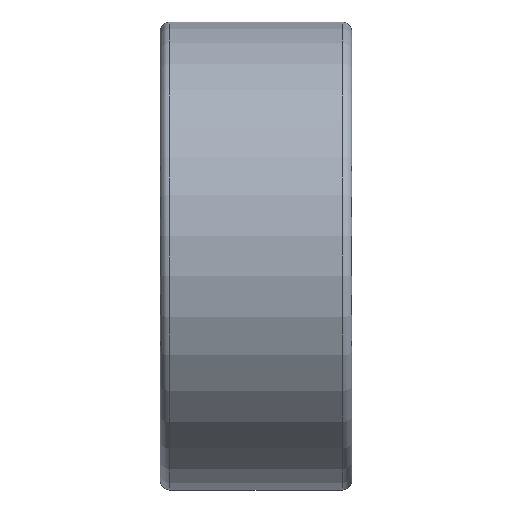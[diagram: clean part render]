
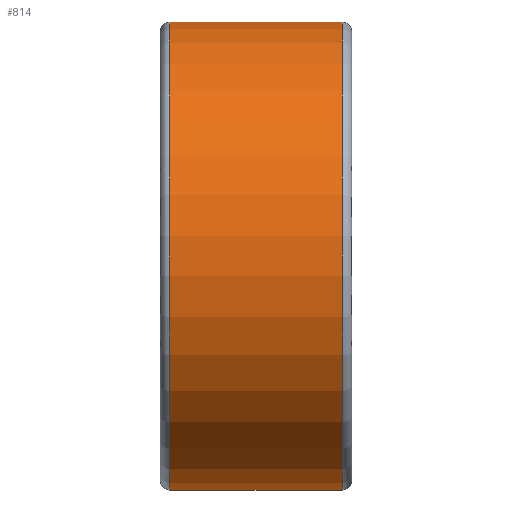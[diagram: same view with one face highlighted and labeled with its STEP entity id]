
A CAD part, left-side view. The second image highlights one B-rep face of the part: STEP entity #814.
In plain terms, the highlighted cylindrical face has radius 12.5 mm (diameter 25 mm), a partial arc.
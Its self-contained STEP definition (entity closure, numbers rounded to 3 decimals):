
#49 = DIRECTION ( 'NONE',  ( 0., 0., -1. ) ) ;
#67 = VERTEX_POINT ( 'NONE', #1706 ) ;
#178 = DIRECTION ( 'NONE',  ( 0., -1., 0. ) ) ;
#214 = CARTESIAN_POINT ( 'NONE',  ( -1.087, 31.873, -12.453 ) ) ;
#250 = DIRECTION ( 'NONE',  ( 0., -1., 0. ) ) ;
#282 = DIRECTION ( 'NONE',  ( 0., 1., 0. ) ) ;
#368 = LINE ( 'NONE', #214, #420 ) ;
#420 = VECTOR ( 'NONE', #613, 1000. ) ;
#452 = CARTESIAN_POINT ( 'NONE',  ( 0., -5.7, 0. ) ) ;
#484 = EDGE_CURVE ( 'NONE', #67, #2587, #2508, .T. ) ;
#583 = CARTESIAN_POINT ( 'NONE',  ( 0., 31.873, 0. ) ) ;
#613 = DIRECTION ( 'NONE',  ( 0., -1., 0. ) ) ;
#755 = AXIS2_PLACEMENT_3D ( 'NONE', #452, #282, #2276 ) ;
#814 = ADVANCED_FACE ( 'NONE', ( #2358 ), #2875, .T. ) ;
#825 = ORIENTED_EDGE ( 'NONE', *, *, #2682, .T. ) ;
#869 = CARTESIAN_POINT ( 'NONE',  ( 0., 3.5, 0. ) ) ;
#928 = AXIS2_PLACEMENT_3D ( 'NONE', #583, #1475, #49 ) ;
#933 = VECTOR ( 'NONE', #178, 1000. ) ;
#985 = ORIENTED_EDGE ( 'NONE', *, *, #484, .T. ) ;
#1027 = VERTEX_POINT ( 'NONE', #2012 ) ;
#1118 = AXIS2_PLACEMENT_3D ( 'NONE', #869, #250, #1144 ) ;
#1144 = DIRECTION ( 'NONE',  ( 0., 0., 1. ) ) ;
#1181 = CIRCLE ( 'NONE', #755, 12.5 ) ;
#1297 = CARTESIAN_POINT ( 'NONE',  ( -1.087, 3.5, -12.453 ) ) ;
#1475 = DIRECTION ( 'NONE',  ( 0., -1., 0. ) ) ;
#1582 = ORIENTED_EDGE ( 'NONE', *, *, #1740, .F. ) ;
#1706 = CARTESIAN_POINT ( 'NONE',  ( -1.087, 3.5, 12.453 ) ) ;
#1740 = EDGE_CURVE ( 'NONE', #67, #2881, #2129, .T. ) ;
#2012 = CARTESIAN_POINT ( 'NONE',  ( -1.087, -5.7, -12.453 ) ) ;
#2129 = LINE ( 'NONE', #2571, #933 ) ;
#2162 = CARTESIAN_POINT ( 'NONE',  ( -1.087, -5.7, 12.453 ) ) ;
#2276 = DIRECTION ( 'NONE',  ( 0., 0., -1. ) ) ;
#2358 = FACE_OUTER_BOUND ( 'NONE', #2793, .T. ) ;
#2472 = ORIENTED_EDGE ( 'NONE', *, *, #2545, .T. ) ;
#2508 = CIRCLE ( 'NONE', #1118, 12.5 ) ;
#2545 = EDGE_CURVE ( 'NONE', #2587, #1027, #368, .T. ) ;
#2571 = CARTESIAN_POINT ( 'NONE',  ( -1.087, 31.873, 12.453 ) ) ;
#2587 = VERTEX_POINT ( 'NONE', #1297 ) ;
#2682 = EDGE_CURVE ( 'NONE', #1027, #2881, #1181, .T. ) ;
#2793 = EDGE_LOOP ( 'NONE', ( #1582, #985, #2472, #825 ) ) ;
#2875 = CYLINDRICAL_SURFACE ( 'NONE', #928, 12.5 ) ;
#2881 = VERTEX_POINT ( 'NONE', #2162 ) ;
